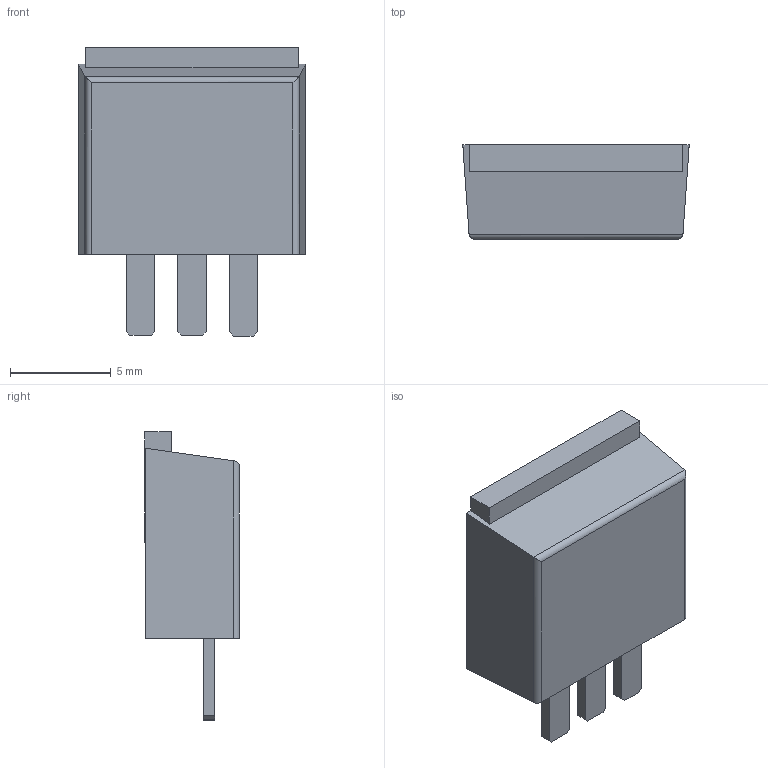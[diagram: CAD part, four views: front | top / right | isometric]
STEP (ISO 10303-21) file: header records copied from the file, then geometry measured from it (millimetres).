
FILE_DESCRIPTION(/* description */ (''),/* implementation_level */ '2;1');
FILE_NAME(/* name */ 'TO220AB_split.step',/* time_stamp */ '2022-05-19T14:13:06+03:00',/* author */ (''),/* organization */ (''),/* preprocessor_version */ 'ST-DEVELOPER v18.1',/* originating_system */ 'Autodesk Translation Framework v10.14.0.1471',/* authorisation */ '');
FILE_SCHEMA (('AUTOMOTIVE_DESIGN { 1 0 10303 214 3 1 1 }'));
Length unit declared in the file: millimetre
Products named in the file (1): (Unsaved)
Bounding box: 11.21 x 4.69 x 14.28 mm (x, y, z)
Volume: 484.9 mm3; surface area: 451 mm2
Topology: 1 solids, 1 shells, 40 faces, 105 edges, 70 vertices
Faces by surface type: plane 37, cylinder 3
Entity records: 1322 total; most frequent: CARTESIAN_POINT 216, ORIENTED_EDGE 210, DIRECTION 193, EDGE_CURVE 105, LINE 99, VECTOR 99, VERTEX_POINT 70, AXIS2_PLACEMENT_3D 47
